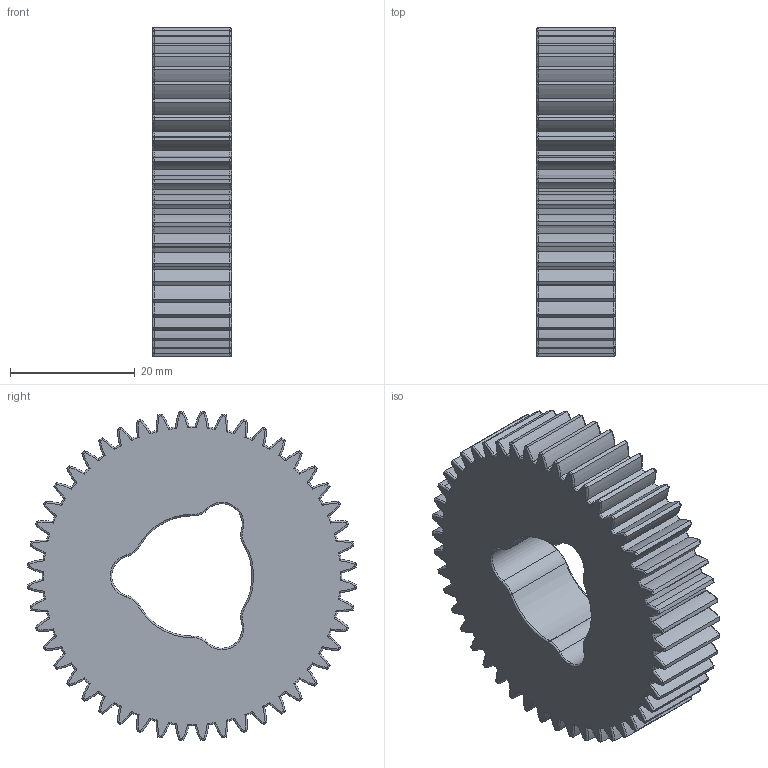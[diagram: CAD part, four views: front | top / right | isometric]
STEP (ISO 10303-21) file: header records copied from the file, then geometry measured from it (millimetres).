
FILE_DESCRIPTION (( 'STEP AP214' ), '1' );
FILE_NAME ('48T BallGearV3.STEP', '2024-01-27T01:08:49', ( '' ), ( '' ), 'SwSTEP 2.0', 'SolidWorks 2024', '' );
FILE_SCHEMA (( 'AUTOMOTIVE_DESIGN' ));
Length unit declared in the file: inch
Products named in the file (1): 48T BallGearV3
Bounding box: 12.7 x 52.84 x 52.84 mm (x, y, z)
Volume: 20941.3 mm3; surface area: 8197.6 mm2
Topology: 1 solids, 1 shells, 638 faces, 1492 edges, 856 vertices
Faces by surface type: torus 424, cylinder 212, plane 2
Entity records: 19347 total; most frequent: CARTESIAN_POINT 4907, DIRECTION 3282, ORIENTED_EDGE 2984, AXIS2_PLACEMENT_3D 1535, EDGE_CURVE 1492, CIRCLE 896, VERTEX_POINT 856, EDGE_LOOP 640
